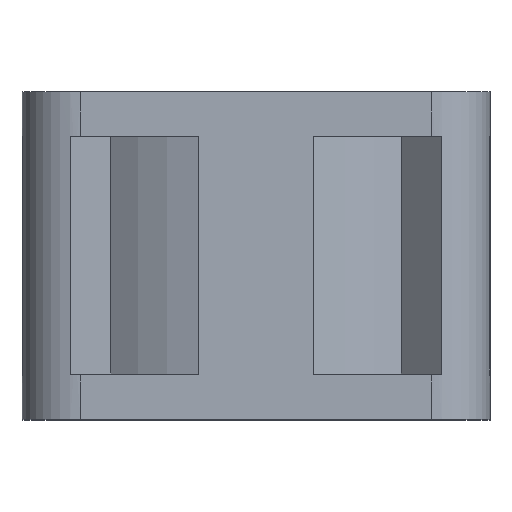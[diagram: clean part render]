
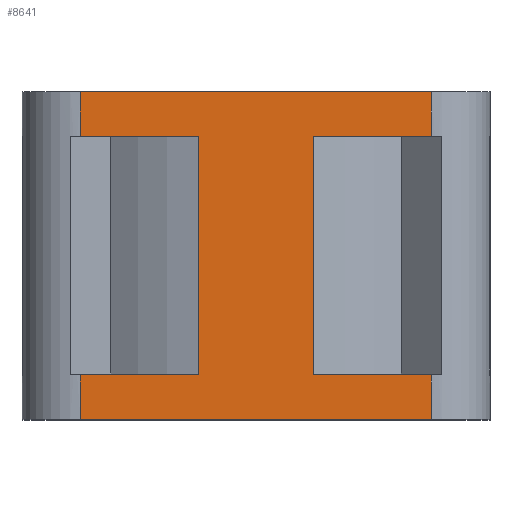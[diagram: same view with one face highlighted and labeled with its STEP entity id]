
A CAD part, top view. The second image highlights one B-rep face of the part: STEP entity #8641.
In plain terms, the highlighted planar face has unit normal (0, 0, 1).
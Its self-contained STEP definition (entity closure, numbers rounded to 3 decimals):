
#81 = EDGE_CURVE ( 'NONE', #6255, #5265, #2880, .T. ) ;
#268 = VECTOR ( 'NONE', #832, 1000. ) ;
#355 = LINE ( 'NONE', #3338, #415 ) ;
#415 = VECTOR ( 'NONE', #4142, 1000. ) ;
#533 = ORIENTED_EDGE ( 'NONE', *, *, #9355, .F. ) ;
#535 = CARTESIAN_POINT ( 'NONE',  ( -20., 24.2, 20. ) ) ;
#560 = ORIENTED_EDGE ( 'NONE', *, *, #4401, .T. ) ;
#687 = VERTEX_POINT ( 'NONE', #8151 ) ;
#695 = ORIENTED_EDGE ( 'NONE', *, *, #2491, .T. ) ;
#788 = LINE ( 'NONE', #1648, #268 ) ;
#830 = CARTESIAN_POINT ( 'NONE',  ( -15., 3.8, 20. ) ) ;
#832 = DIRECTION ( 'NONE',  ( -1., 0., 0. ) ) ;
#875 = VECTOR ( 'NONE', #2483, 1000. ) ;
#966 = VERTEX_POINT ( 'NONE', #4651 ) ;
#987 = CARTESIAN_POINT ( 'NONE',  ( -20., 24.2, 20. ) ) ;
#1060 = ORIENTED_EDGE ( 'NONE', *, *, #3162, .T. ) ;
#1065 = CARTESIAN_POINT ( 'NONE',  ( 4.936, 3.8, 20. ) ) ;
#1127 = VERTEX_POINT ( 'NONE', #9127 ) ;
#1171 = VECTOR ( 'NONE', #4643, 1000. ) ;
#1174 = CARTESIAN_POINT ( 'NONE',  ( -4.936, 0., 20. ) ) ;
#1207 = CARTESIAN_POINT ( 'NONE',  ( -20., 3.8, 20. ) ) ;
#1362 = ORIENTED_EDGE ( 'NONE', *, *, #2692, .F. ) ;
#1435 = CARTESIAN_POINT ( 'NONE',  ( 15., 24.2, 20. ) ) ;
#1648 = CARTESIAN_POINT ( 'NONE',  ( -20., 3.8, 20. ) ) ;
#1900 = PLANE ( 'NONE',  #6077 ) ;
#1946 = CARTESIAN_POINT ( 'NONE',  ( 15., 3.8, 20. ) ) ;
#2072 = CARTESIAN_POINT ( 'NONE',  ( 15., 0., 20. ) ) ;
#2278 = VERTEX_POINT ( 'NONE', #3258 ) ;
#2335 = VECTOR ( 'NONE', #8622, 1000. ) ;
#2336 = EDGE_LOOP ( 'NONE', ( #1362, #6007, #3965, #695, #2651, #2675, #6212, #8377, #533, #1060, #560, #8819 ) ) ;
#2483 = DIRECTION ( 'NONE',  ( 1., 0., 0. ) ) ;
#2491 = EDGE_CURVE ( 'NONE', #4161, #1127, #5354, .T. ) ;
#2548 = CARTESIAN_POINT ( 'NONE',  ( 0., 0., 20. ) ) ;
#2651 = ORIENTED_EDGE ( 'NONE', *, *, #5419, .T. ) ;
#2675 = ORIENTED_EDGE ( 'NONE', *, *, #9306, .T. ) ;
#2692 = EDGE_CURVE ( 'NONE', #687, #5265, #355, .T. ) ;
#2820 = VERTEX_POINT ( 'NONE', #2072 ) ;
#2880 = LINE ( 'NONE', #535, #9567 ) ;
#2949 = LINE ( 'NONE', #5208, #5767 ) ;
#3122 = LINE ( 'NONE', #2548, #9056 ) ;
#3162 = EDGE_CURVE ( 'NONE', #6830, #8289, #788, .T. ) ;
#3258 = CARTESIAN_POINT ( 'NONE',  ( -15., 0., 20. ) ) ;
#3338 = CARTESIAN_POINT ( 'NONE',  ( 15., 64.501, 20. ) ) ;
#3504 = CARTESIAN_POINT ( 'NONE',  ( -20., 0., 20. ) ) ;
#3596 = VECTOR ( 'NONE', #7353, 1000. ) ;
#3848 = CARTESIAN_POINT ( 'NONE',  ( -15., 24.2, 20. ) ) ;
#3965 = ORIENTED_EDGE ( 'NONE', *, *, #5580, .T. ) ;
#3974 = EDGE_CURVE ( 'NONE', #7882, #687, #4751, .T. ) ;
#4142 = DIRECTION ( 'NONE',  ( 0., -1., 0. ) ) ;
#4161 = VERTEX_POINT ( 'NONE', #3848 ) ;
#4247 = LINE ( 'NONE', #1207, #5783 ) ;
#4364 = CARTESIAN_POINT ( 'NONE',  ( -15., 0., 20. ) ) ;
#4401 = EDGE_CURVE ( 'NONE', #8289, #6255, #2949, .T. ) ;
#4463 = DIRECTION ( 'NONE',  ( 0., 1., 0. ) ) ;
#4635 = DIRECTION ( 'NONE',  ( 1., 0., 0. ) ) ;
#4643 = DIRECTION ( 'NONE',  ( 0., -1., 0. ) ) ;
#4651 = CARTESIAN_POINT ( 'NONE',  ( -4.936, 3.8, 20. ) ) ;
#4667 = VECTOR ( 'NONE', #5776, 1000. ) ;
#4751 = LINE ( 'NONE', #5698, #4817 ) ;
#4817 = VECTOR ( 'NONE', #8716, 1000. ) ;
#5208 = CARTESIAN_POINT ( 'NONE',  ( 4.936, 0., 20. ) ) ;
#5265 = VERTEX_POINT ( 'NONE', #1435 ) ;
#5354 = LINE ( 'NONE', #987, #875 ) ;
#5419 = EDGE_CURVE ( 'NONE', #1127, #966, #6356, .T. ) ;
#5522 = LINE ( 'NONE', #9138, #1171 ) ;
#5580 = EDGE_CURVE ( 'NONE', #7882, #4161, #8207, .T. ) ;
#5698 = CARTESIAN_POINT ( 'NONE',  ( 0., 28., 20. ) ) ;
#5767 = VECTOR ( 'NONE', #4463, 1000. ) ;
#5776 = DIRECTION ( 'NONE',  ( 0., -1., 0. ) ) ;
#5783 = VECTOR ( 'NONE', #8016, 1000. ) ;
#6007 = ORIENTED_EDGE ( 'NONE', *, *, #3974, .F. ) ;
#6077 = AXIS2_PLACEMENT_3D ( 'NONE', #3504, #9526, #7323 ) ;
#6212 = ORIENTED_EDGE ( 'NONE', *, *, #7483, .T. ) ;
#6255 = VERTEX_POINT ( 'NONE', #7507 ) ;
#6356 = LINE ( 'NONE', #1174, #2335 ) ;
#6830 = VERTEX_POINT ( 'NONE', #1946 ) ;
#7276 = CARTESIAN_POINT ( 'NONE',  ( 15., 64.501, 20. ) ) ;
#7323 = DIRECTION ( 'NONE',  ( 1., 0., 0. ) ) ;
#7353 = DIRECTION ( 'NONE',  ( 0., -1., 0. ) ) ;
#7483 = EDGE_CURVE ( 'NONE', #8087, #2278, #5522, .T. ) ;
#7507 = CARTESIAN_POINT ( 'NONE',  ( 4.936, 24.2, 20. ) ) ;
#7882 = VERTEX_POINT ( 'NONE', #9672 ) ;
#8016 = DIRECTION ( 'NONE',  ( -1., 0., 0. ) ) ;
#8049 = LINE ( 'NONE', #7276, #4667 ) ;
#8087 = VERTEX_POINT ( 'NONE', #830 ) ;
#8151 = CARTESIAN_POINT ( 'NONE',  ( 15., 28., 20. ) ) ;
#8207 = LINE ( 'NONE', #4364, #3596 ) ;
#8289 = VERTEX_POINT ( 'NONE', #1065 ) ;
#8377 = ORIENTED_EDGE ( 'NONE', *, *, #8427, .T. ) ;
#8427 = EDGE_CURVE ( 'NONE', #2278, #2820, #3122, .T. ) ;
#8622 = DIRECTION ( 'NONE',  ( 0., -1., 0. ) ) ;
#8641 = ADVANCED_FACE ( 'NONE', ( #8647 ), #1900, .T. ) ;
#8647 = FACE_OUTER_BOUND ( 'NONE', #2336, .T. ) ;
#8716 = DIRECTION ( 'NONE',  ( 1., 0., 0. ) ) ;
#8819 = ORIENTED_EDGE ( 'NONE', *, *, #81, .T. ) ;
#8852 = DIRECTION ( 'NONE',  ( 1., 0., 0. ) ) ;
#9056 = VECTOR ( 'NONE', #4635, 1000. ) ;
#9127 = CARTESIAN_POINT ( 'NONE',  ( -4.936, 24.2, 20. ) ) ;
#9138 = CARTESIAN_POINT ( 'NONE',  ( -15., 0., 20. ) ) ;
#9306 = EDGE_CURVE ( 'NONE', #966, #8087, #4247, .T. ) ;
#9355 = EDGE_CURVE ( 'NONE', #6830, #2820, #8049, .T. ) ;
#9526 = DIRECTION ( 'NONE',  ( 0., 0., 1. ) ) ;
#9567 = VECTOR ( 'NONE', #8852, 1000. ) ;
#9672 = CARTESIAN_POINT ( 'NONE',  ( -15., 28., 20. ) ) ;
